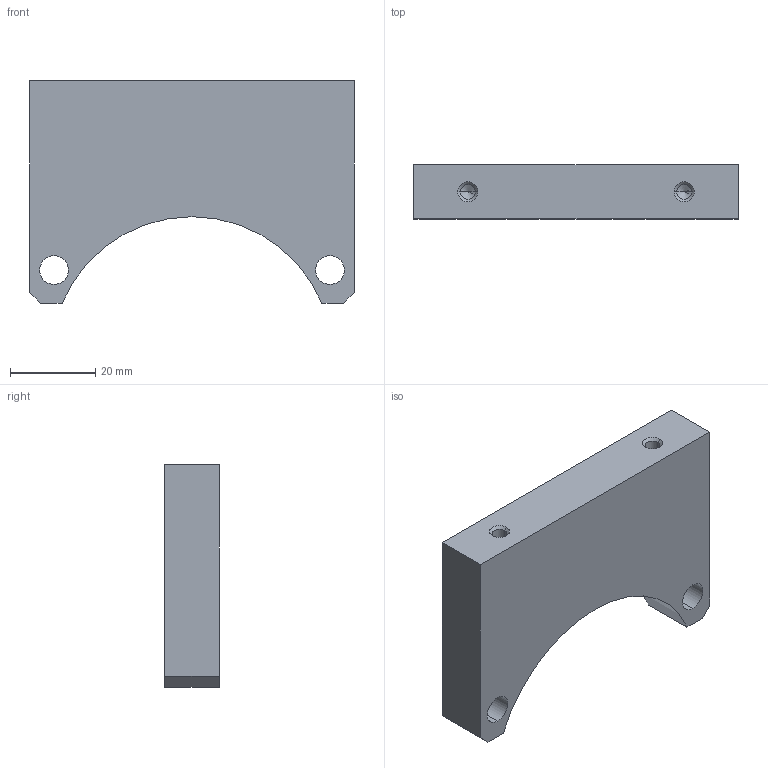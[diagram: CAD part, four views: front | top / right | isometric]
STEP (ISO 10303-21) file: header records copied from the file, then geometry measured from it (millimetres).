
FILE_DESCRIPTION (( 'STEP AP203' ), '1' );
FILE_NAME ('D0901922-v1_aLIGO_SUS_HSTS_Face EQ Stop Bracket, Test Mass.STEP', '2010-06-14T15:10:53', ( 'Dwayne Giardina' ), ( 'CA Institute of Technology' ), 'SwSTEP 2.0', 'SolidWorks 2009', '' );
FILE_SCHEMA (( 'CONFIG_CONTROL_DESIGN' ));
Length unit declared in the file: inch
Products named in the file (1): D0901922-v1_aLIGO_SUS_HSTS_Face EQ Stop Bracket, Test Mass
Bounding box: 76.2 x 12.7 x 52.25 mm (x, y, z)
Volume: 37954.4 mm3; surface area: 10282.2 mm2
Topology: 1 solids, 1 shells, 35 faces, 83 edges, 48 vertices
Faces by surface type: cylinder 14, cone 12, plane 9
Entity records: 1112 total; most frequent: CARTESIAN_POINT 215, DIRECTION 179, ORIENTED_EDGE 158, EDGE_CURVE 79, AXIS2_PLACEMENT_3D 68, VERTEX_POINT 48, EDGE_LOOP 45, VECTOR 43
